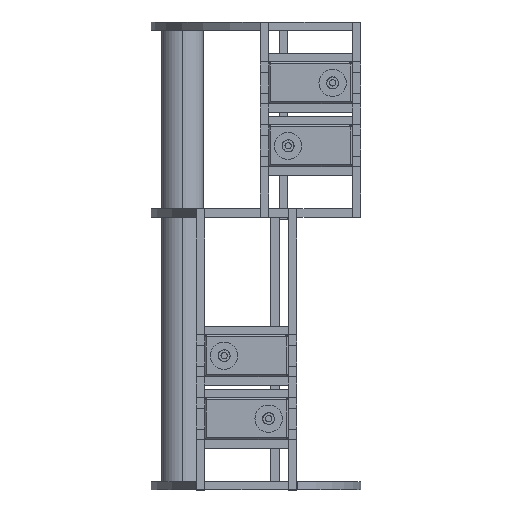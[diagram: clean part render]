
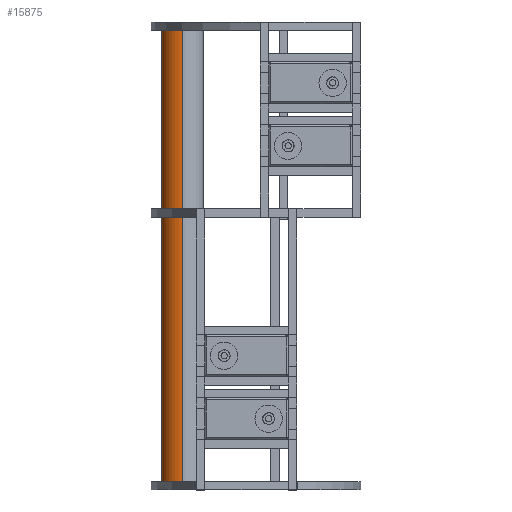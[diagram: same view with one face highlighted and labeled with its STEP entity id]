
A CAD part, left-side view. The second image highlights one B-rep face of the part: STEP entity #15875.
In plain terms, the highlighted cylindrical face has radius 10 mm (diameter 20 mm), a partial arc.
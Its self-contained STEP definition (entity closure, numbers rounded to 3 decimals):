
#971 = VECTOR ( 'NONE', #28644, 1000. ) ;
#1183 = CIRCLE ( 'NONE', #28414, 10. ) ;
#3453 = DIRECTION ( 'NONE',  ( 0., 0., -1. ) ) ;
#3533 = ORIENTED_EDGE ( 'NONE', *, *, #16053, .F. ) ;
#6121 = VECTOR ( 'NONE', #3453, 1000. ) ;
#6393 = CARTESIAN_POINT ( 'NONE',  ( 10., 0., 223. ) ) ;
#6764 = CARTESIAN_POINT ( 'NONE',  ( -10., 0., 223. ) ) ;
#6812 = DIRECTION ( 'NONE',  ( 0., 0., 1. ) ) ;
#6937 = CIRCLE ( 'NONE', #12194, 10. ) ;
#8305 = DIRECTION ( 'NONE',  ( -1., 0., 0. ) ) ;
#8956 = CARTESIAN_POINT ( 'NONE',  ( 0., 0., 223. ) ) ;
#9670 = ORIENTED_EDGE ( 'NONE', *, *, #20223, .T. ) ;
#10682 = VERTEX_POINT ( 'NONE', #6764 ) ;
#11416 = CYLINDRICAL_SURFACE ( 'NONE', #31560, 10. ) ;
#11558 = ORIENTED_EDGE ( 'NONE', *, *, #15555, .T. ) ;
#11572 = DIRECTION ( 'NONE',  ( 0., 0., -1. ) ) ;
#12194 = AXIS2_PLACEMENT_3D ( 'NONE', #31934, #19317, #29470 ) ;
#13623 = LINE ( 'NONE', #28358, #6121 ) ;
#13906 = CARTESIAN_POINT ( 'NONE',  ( -10., 0., 223. ) ) ;
#14224 = LINE ( 'NONE', #13906, #971 ) ;
#15555 = EDGE_CURVE ( 'NONE', #21390, #22284, #6937, .T. ) ;
#15621 = ORIENTED_EDGE ( 'NONE', *, *, #31431, .F. ) ;
#15875 = ADVANCED_FACE ( 'NONE', ( #16175 ), #11416, .T. ) ;
#16053 = EDGE_CURVE ( 'NONE', #31015, #10682, #1183, .T. ) ;
#16175 = FACE_OUTER_BOUND ( 'NONE', #29177, .T. ) ;
#18537 = CARTESIAN_POINT ( 'NONE',  ( -10., 0., 0. ) ) ;
#19317 = DIRECTION ( 'NONE',  ( 0., 0., 1. ) ) ;
#20223 = EDGE_CURVE ( 'NONE', #31015, #21390, #13623, .T. ) ;
#21390 = VERTEX_POINT ( 'NONE', #27604 ) ;
#22284 = VERTEX_POINT ( 'NONE', #18537 ) ;
#27604 = CARTESIAN_POINT ( 'NONE',  ( 10., 0., 0. ) ) ;
#28064 = DIRECTION ( 'NONE',  ( 1., 0., 0. ) ) ;
#28358 = CARTESIAN_POINT ( 'NONE',  ( 10., 0., 223. ) ) ;
#28414 = AXIS2_PLACEMENT_3D ( 'NONE', #29264, #6812, #28064 ) ;
#28644 = DIRECTION ( 'NONE',  ( 0., 0., -1. ) ) ;
#29177 = EDGE_LOOP ( 'NONE', ( #3533, #9670, #11558, #15621 ) ) ;
#29264 = CARTESIAN_POINT ( 'NONE',  ( 0., 0., 223. ) ) ;
#29470 = DIRECTION ( 'NONE',  ( 1., 0., 0. ) ) ;
#31015 = VERTEX_POINT ( 'NONE', #6393 ) ;
#31431 = EDGE_CURVE ( 'NONE', #10682, #22284, #14224, .T. ) ;
#31560 = AXIS2_PLACEMENT_3D ( 'NONE', #8956, #11572, #8305 ) ;
#31934 = CARTESIAN_POINT ( 'NONE',  ( 0., 0., 0. ) ) ;
